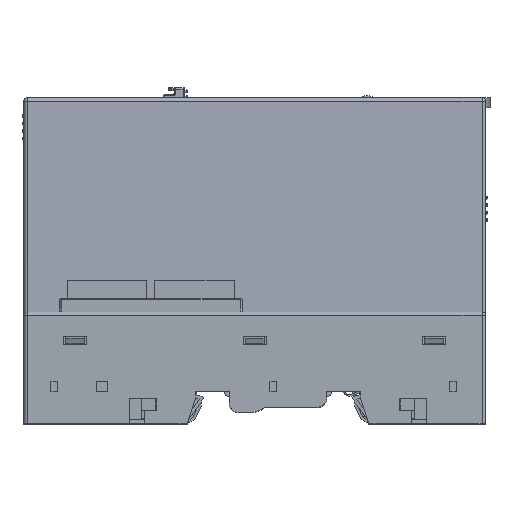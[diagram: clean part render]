
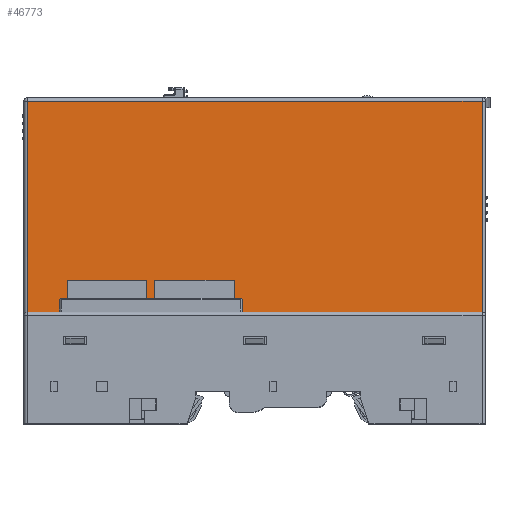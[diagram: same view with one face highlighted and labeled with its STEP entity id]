
A CAD part, top view. The second image highlights one B-rep face of the part: STEP entity #46773.
In plain terms, the highlighted planar face has unit normal (0, 0.018, 1).
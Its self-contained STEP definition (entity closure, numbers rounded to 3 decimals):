
#11822=DIRECTION('',(0.,-1.,0.017));
#11823=VECTOR('',#11822,45.27);
#11824=CARTESIAN_POINT('',(48.75,69.263,29.175));
#11825=LINE('',#11824,#11823);
#11826=DIRECTION('',(-1.,0.,0.));
#11827=VECTOR('',#11826,97.5);
#11828=CARTESIAN_POINT('',(48.75,24.,29.965));
#11829=LINE('',#11828,#11827);
#11830=DIRECTION('',(0.,1.,-0.017));
#11831=VECTOR('',#11830,45.27);
#11832=CARTESIAN_POINT('',(-48.75,24.,29.965));
#11833=LINE('',#11832,#11831);
#11834=DIRECTION('',(1.,0.,0.));
#11835=VECTOR('',#11834,97.5);
#11836=CARTESIAN_POINT('',(-48.75,69.263,29.175));
#11837=LINE('',#11836,#11835);
#27923=CARTESIAN_POINT('',(48.75,24.,29.965));
#27925=VERTEX_POINT('',#27923);
#27926=CARTESIAN_POINT('',(48.75,69.263,29.175));
#27927=VERTEX_POINT('',#27926);
#27932=CARTESIAN_POINT('',(-48.75,69.263,29.175));
#27933=VERTEX_POINT('',#27932);
#27934=CARTESIAN_POINT('',(-48.75,24.,29.965));
#27935=VERTEX_POINT('',#27934);
#46759=CARTESIAN_POINT('',(-51.102,22.,30.));
#46760=DIRECTION('',(0.,-0.017,-1.));
#46761=DIRECTION('',(-1.,0.,0.));
#46762=AXIS2_PLACEMENT_3D('',#46759,#46760,#46761);
#46763=PLANE('',#46762);
#46765=ORIENTED_EDGE('',*,*,#46764,.T.);
#46767=ORIENTED_EDGE('',*,*,#46766,.T.);
#46769=ORIENTED_EDGE('',*,*,#46768,.T.);
#46770=ORIENTED_EDGE('',*,*,#46752,.T.);
#46771=EDGE_LOOP('',(#46765,#46767,#46769,#46770));
#46772=FACE_OUTER_BOUND('',#46771,.F.);
#46773=ADVANCED_FACE('',(#46772),#46763,.F.);
#46752=EDGE_CURVE('',#27933,#27927,#11837,.T.);
#46764=EDGE_CURVE('',#27927,#27925,#11825,.T.);
#46766=EDGE_CURVE('',#27925,#27935,#11829,.T.);
#46768=EDGE_CURVE('',#27935,#27933,#11833,.T.);
